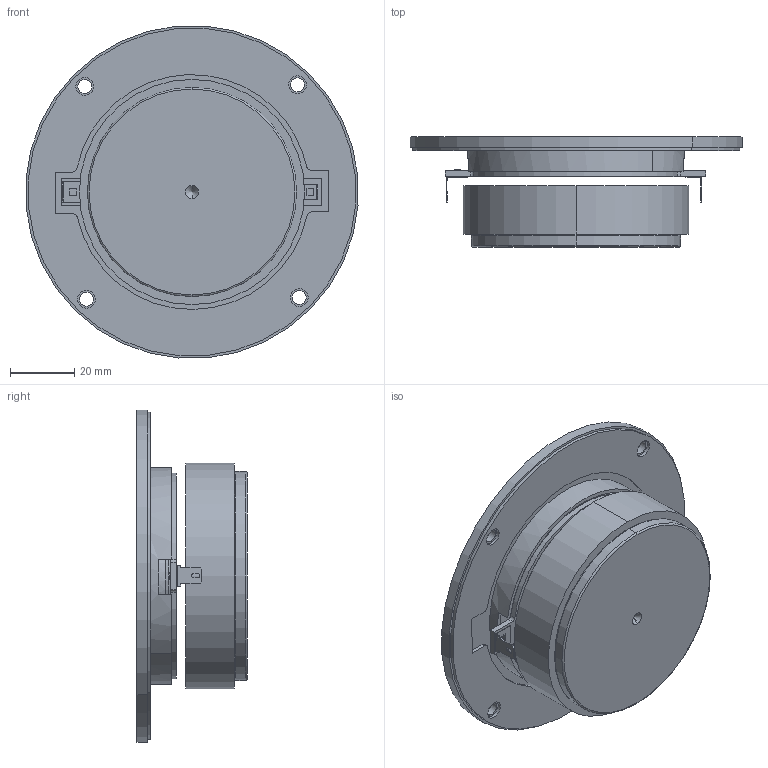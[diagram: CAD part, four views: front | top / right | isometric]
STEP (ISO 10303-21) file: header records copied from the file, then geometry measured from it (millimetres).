
FILE_DESCRIPTION (( 'STEP AP214' ), '1' );
FILE_NAME ('25TFEX4-431A 3D .STEP', '2023-04-03T09:22:32', ( '' ), ( '' ), 'SwSTEP 2.0', 'SolidWorks 2020', '' );
FILE_SCHEMA (( 'AUTOMOTIVE_DESIGN' ));
Length unit declared in the file: millimetre
Products named in the file (1): 25TFEX4-431A 3D 
Bounding box: 103.17 x 34.2 x 103.17 mm (x, y, z)
Surface area: 38116.3 mm2 (no closed solid volume)
Topology: 0 solids, 11 shells, 178 faces, 563 edges, 392 vertices
Faces by surface type: cylinder 84, plane 66, torus 20, cone 8
Entity records: 8388 total; most frequent: CARTESIAN_POINT 1264, DIRECTION 1187, ORIENTED_EDGE 900, EDGE_CURVE 559, AXIS2_PLACEMENT_3D 455, VERTEX_POINT 392, VECTOR 277, LINE 277
